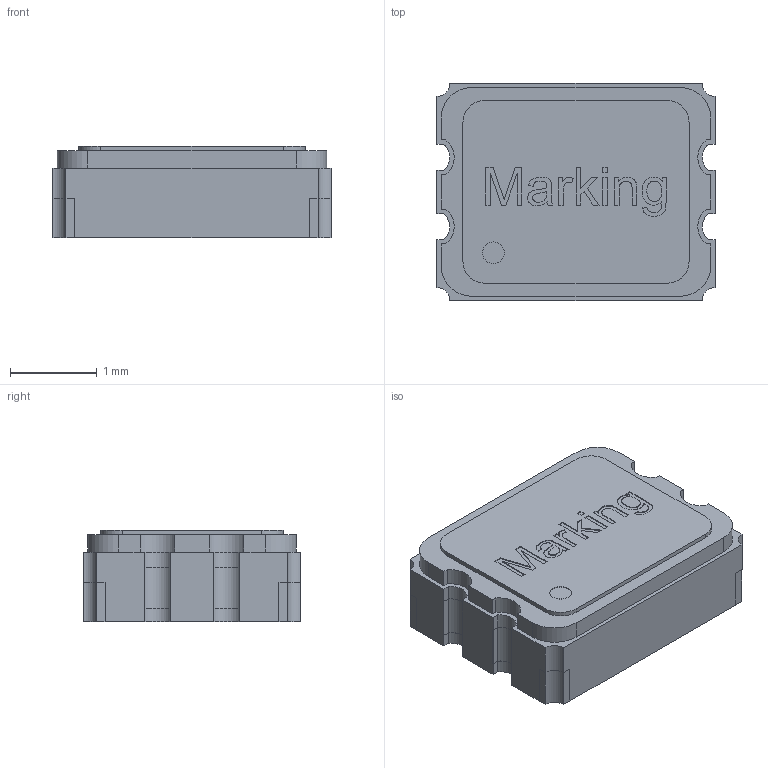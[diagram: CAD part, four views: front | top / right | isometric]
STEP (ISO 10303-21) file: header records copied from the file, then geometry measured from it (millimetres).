
FILE_DESCRIPTION(/* description */ ('Unknown'),/* implementation_level */ '2;1');
FILE_NAME(/* name */ 'FrqSPXO_CFPS-39',/* time_stamp */ '2018-09-05T15:39:17+02:00',/* author */ ('Unknown'),/* organization */ ('Unknown'),/* preprocessor_version */ 'ST-DEVELOPER v16.7',/* originating_system */ 'DEX',/* authorisation */ $);
FILE_SCHEMA (('AUTOMOTIVE_DESIGN {1 0 10303 214 3 1 1}'));
Length unit declared in the file: millimetre
Products named in the file (4): CFPS-39; Body; Pins; Cover
Assembly tree (3 placements, depth 2):
  CFPS-39
    Body
    Pins
    Cover
Bounding box: 3.2 x 2.5 x 1.05 mm (x, y, z)
Volume: 7.9 mm3; surface area: 59.3 mm2
Topology: 10 solids, 10 shells, 257 faces, 675 edges, 450 vertices
Faces by surface type: plane 208, cylinder 33, bspline 16
Full cylindrical faces by diameter (mm): 0.25 x1
Entity records: 9259 total; most frequent: CARTESIAN_POINT 2240, ORIENTED_EDGE 1346, DIRECTION 1105, EDGE_CURVE 673, LINE 483, VECTOR 483, VERTEX_POINT 450, AXIS2_PLACEMENT_3D 311
